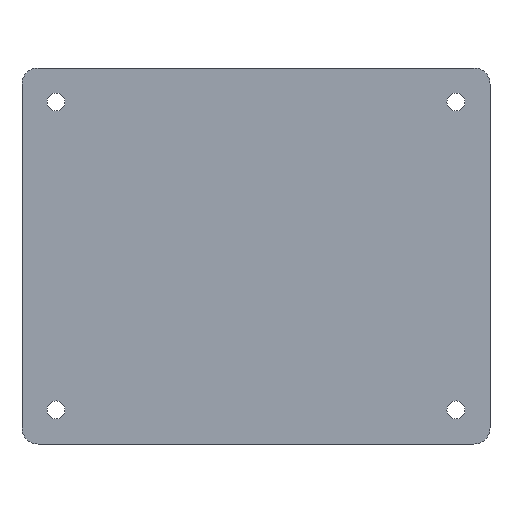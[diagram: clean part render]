
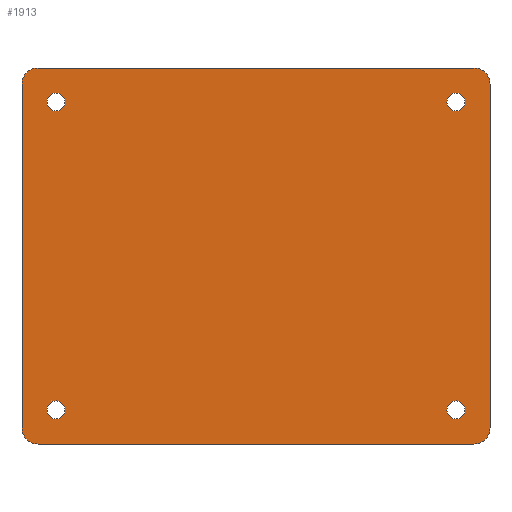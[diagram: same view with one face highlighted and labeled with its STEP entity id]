
A CAD part, front view. The second image highlights one B-rep face of the part: STEP entity #1913.
In plain terms, the highlighted planar face has unit normal (0, -1, 0).
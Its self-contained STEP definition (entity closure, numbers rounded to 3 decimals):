
#26 = CARTESIAN_POINT ( 'NONE',  ( 58.5, -3., 43. ) ) ;
#36 = VERTEX_POINT ( 'NONE', #2372 ) ;
#73 = EDGE_CURVE ( 'NONE', #2349, #674, #1312, .T. ) ;
#78 = FACE_OUTER_BOUND ( 'NONE', #1053, .T. ) ;
#119 = VECTOR ( 'NONE', #2271, 1000. ) ;
#140 = EDGE_LOOP ( 'NONE', ( #2613, #2256 ) ) ;
#141 = DIRECTION ( 'NONE',  ( 0., 0., 1. ) ) ;
#147 = AXIS2_PLACEMENT_3D ( 'NONE', #563, #1920, #2121 ) ;
#152 = AXIS2_PLACEMENT_3D ( 'NONE', #1967, #1975, #1738 ) ;
#173 = CARTESIAN_POINT ( 'NONE',  ( -58.5, -3., -43. ) ) ;
#197 = AXIS2_PLACEMENT_3D ( 'NONE', #2818, #1429, #1651 ) ;
#204 = EDGE_LOOP ( 'NONE', ( #2331, #1161 ) ) ;
#225 = VERTEX_POINT ( 'NONE', #498 ) ;
#240 = DIRECTION ( 'NONE',  ( 0., 1., 0. ) ) ;
#255 = VERTEX_POINT ( 'NONE', #513 ) ;
#266 = CARTESIAN_POINT ( 'NONE',  ( -50., -3., 36.25 ) ) ;
#292 = AXIS2_PLACEMENT_3D ( 'NONE', #1633, #2390, #326 ) ;
#293 = ORIENTED_EDGE ( 'NONE', *, *, #1981, .T. ) ;
#296 = ORIENTED_EDGE ( 'NONE', *, *, #515, .F. ) ;
#310 = CARTESIAN_POINT ( 'NONE',  ( -50., -3., -38.5 ) ) ;
#320 = VERTEX_POINT ( 'NONE', #2185 ) ;
#326 = DIRECTION ( 'NONE',  ( 0., 0., 1. ) ) ;
#348 = EDGE_CURVE ( 'NONE', #2543, #2600, #1956, .T. ) ;
#362 = CARTESIAN_POINT ( 'NONE',  ( -54.5, -3., 43. ) ) ;
#376 = AXIS2_PLACEMENT_3D ( 'NONE', #362, #2361, #141 ) ;
#385 = FACE_BOUND ( 'NONE', #2607, .T. ) ;
#455 = DIRECTION ( 'NONE',  ( 0., 0., 1. ) ) ;
#498 = CARTESIAN_POINT ( 'NONE',  ( -58.5, -3., 43. ) ) ;
#513 = CARTESIAN_POINT ( 'NONE',  ( -54.5, -3., 47. ) ) ;
#515 = EDGE_CURVE ( 'NONE', #1661, #843, #2448, .T. ) ;
#525 = ORIENTED_EDGE ( 'NONE', *, *, #348, .F. ) ;
#526 = CIRCLE ( 'NONE', #2133, 2.25 ) ;
#527 = CIRCLE ( 'NONE', #197, 2.25 ) ;
#563 = CARTESIAN_POINT ( 'NONE',  ( 50., -3., -38.5 ) ) ;
#572 = CARTESIAN_POINT ( 'NONE',  ( 54.5, -3., 43. ) ) ;
#573 = DIRECTION ( 'NONE',  ( 0., 0., 1. ) ) ;
#575 = ORIENTED_EDGE ( 'NONE', *, *, #2150, .T. ) ;
#619 = VERTEX_POINT ( 'NONE', #1171 ) ;
#660 = DIRECTION ( 'NONE',  ( 0., -1., 0. ) ) ;
#674 = VERTEX_POINT ( 'NONE', #173 ) ;
#678 = CARTESIAN_POINT ( 'NONE',  ( 50., -3., 38.5 ) ) ;
#721 = LINE ( 'NONE', #2521, #119 ) ;
#761 = EDGE_CURVE ( 'NONE', #2543, #989, #2727, .T. ) ;
#815 = EDGE_LOOP ( 'NONE', ( #1140, #296 ) ) ;
#843 = VERTEX_POINT ( 'NONE', #877 ) ;
#877 = CARTESIAN_POINT ( 'NONE',  ( 50., -3., -40.75 ) ) ;
#895 = DIRECTION ( 'NONE',  ( 0., 0., 1. ) ) ;
#964 = DIRECTION ( 'NONE',  ( 0., 1., 0. ) ) ;
#965 = LINE ( 'NONE', #1397, #1727 ) ;
#968 = CIRCLE ( 'NONE', #1708, 2.25 ) ;
#979 = CARTESIAN_POINT ( 'NONE',  ( 50., -3., 38.5 ) ) ;
#981 = CARTESIAN_POINT ( 'NONE',  ( -50., -3., -40.75 ) ) ;
#989 = VERTEX_POINT ( 'NONE', #26 ) ;
#998 = CIRCLE ( 'NONE', #2178, 2.25 ) ;
#1010 = AXIS2_PLACEMENT_3D ( 'NONE', #310, #1433, #573 ) ;
#1018 = ORIENTED_EDGE ( 'NONE', *, *, #2300, .T. ) ;
#1053 = EDGE_LOOP ( 'NONE', ( #1465, #525, #1997, #2731, #575, #1018, #1072, #2457 ) ) ;
#1054 = EDGE_CURVE ( 'NONE', #36, #619, #968, .T. ) ;
#1058 = ORIENTED_EDGE ( 'NONE', *, *, #1054, .T. ) ;
#1063 = CARTESIAN_POINT ( 'NONE',  ( 58.5, -3., 0. ) ) ;
#1072 = ORIENTED_EDGE ( 'NONE', *, *, #1555, .F. ) ;
#1076 = AXIS2_PLACEMENT_3D ( 'NONE', #2502, #2517, #2292 ) ;
#1079 = CARTESIAN_POINT ( 'NONE',  ( 0., -3., 0. ) ) ;
#1091 = EDGE_CURVE ( 'NONE', #2600, #2349, #1914, .T. ) ;
#1124 = EDGE_CURVE ( 'NONE', #2688, #1608, #998, .T. ) ;
#1140 = ORIENTED_EDGE ( 'NONE', *, *, #1778, .F. ) ;
#1161 = ORIENTED_EDGE ( 'NONE', *, *, #2555, .F. ) ;
#1169 = CIRCLE ( 'NONE', #147, 2.25 ) ;
#1171 = CARTESIAN_POINT ( 'NONE',  ( 50., -3., 36.25 ) ) ;
#1219 = CARTESIAN_POINT ( 'NONE',  ( -50., -3., -36.25 ) ) ;
#1244 = CIRCLE ( 'NONE', #1516, 4. ) ;
#1264 = CARTESIAN_POINT ( 'NONE',  ( -54.5, -3., -47. ) ) ;
#1299 = CARTESIAN_POINT ( 'NONE',  ( -50., -3., 40.75 ) ) ;
#1308 = FACE_BOUND ( 'NONE', #815, .T. ) ;
#1312 = CIRCLE ( 'NONE', #152, 4. ) ;
#1386 = DIRECTION ( 'NONE',  ( 0., 0., 1. ) ) ;
#1397 = CARTESIAN_POINT ( 'NONE',  ( -58.5, -3., 0. ) ) ;
#1429 = DIRECTION ( 'NONE',  ( 0., 1., 0. ) ) ;
#1433 = DIRECTION ( 'NONE',  ( 0., 1., 0. ) ) ;
#1441 = CIRCLE ( 'NONE', #1597, 2.25 ) ;
#1465 = ORIENTED_EDGE ( 'NONE', *, *, #1091, .F. ) ;
#1516 = AXIS2_PLACEMENT_3D ( 'NONE', #572, #2801, #1896 ) ;
#1540 = PLANE ( 'NONE',  #1550 ) ;
#1550 = AXIS2_PLACEMENT_3D ( 'NONE', #1079, #240, #455 ) ;
#1555 = EDGE_CURVE ( 'NONE', #674, #225, #965, .T. ) ;
#1560 = VERTEX_POINT ( 'NONE', #981 ) ;
#1597 = AXIS2_PLACEMENT_3D ( 'NONE', #2006, #660, #1766 ) ;
#1608 = VERTEX_POINT ( 'NONE', #1299 ) ;
#1633 = CARTESIAN_POINT ( 'NONE',  ( 54.5, -3., -43. ) ) ;
#1635 = DIRECTION ( 'NONE',  ( 0., -1., 0. ) ) ;
#1646 = EDGE_CURVE ( 'NONE', #989, #320, #1244, .T. ) ;
#1651 = DIRECTION ( 'NONE',  ( 0., 0., 1. ) ) ;
#1661 = VERTEX_POINT ( 'NONE', #2782 ) ;
#1708 = AXIS2_PLACEMENT_3D ( 'NONE', #979, #964, #1861 ) ;
#1717 = CARTESIAN_POINT ( 'NONE',  ( 58.5, -3., -43. ) ) ;
#1727 = VECTOR ( 'NONE', #2308, 1000. ) ;
#1738 = DIRECTION ( 'NONE',  ( 0., 0., 1. ) ) ;
#1743 = VERTEX_POINT ( 'NONE', #1219 ) ;
#1762 = EDGE_CURVE ( 'NONE', #1560, #1743, #527, .T. ) ;
#1766 = DIRECTION ( 'NONE',  ( 0., 0., 1. ) ) ;
#1778 = EDGE_CURVE ( 'NONE', #843, #1661, #1169, .T. ) ;
#1831 = CARTESIAN_POINT ( 'NONE',  ( -50., -3., 38.5 ) ) ;
#1838 = VECTOR ( 'NONE', #1990, 1000. ) ;
#1861 = DIRECTION ( 'NONE',  ( 0., 0., 1. ) ) ;
#1896 = DIRECTION ( 'NONE',  ( 0., 0., 1. ) ) ;
#1908 = CIRCLE ( 'NONE', #376, 4. ) ;
#1913 = ADVANCED_FACE ( 'NONE', ( #1308, #1983, #78, #385, #2295 ), #1540, .F. ) ;
#1914 = LINE ( 'NONE', #2770, #2020 ) ;
#1920 = DIRECTION ( 'NONE',  ( 0., -1., 0. ) ) ;
#1956 = CIRCLE ( 'NONE', #292, 4. ) ;
#1967 = CARTESIAN_POINT ( 'NONE',  ( -54.5, -3., -43. ) ) ;
#1975 = DIRECTION ( 'NONE',  ( 0., 1., 0. ) ) ;
#1981 = EDGE_CURVE ( 'NONE', #619, #36, #526, .T. ) ;
#1983 = FACE_BOUND ( 'NONE', #140, .T. ) ;
#1990 = DIRECTION ( 'NONE',  ( 0., 0., 1. ) ) ;
#1997 = ORIENTED_EDGE ( 'NONE', *, *, #761, .T. ) ;
#2006 = CARTESIAN_POINT ( 'NONE',  ( -50., -3., 38.5 ) ) ;
#2020 = VECTOR ( 'NONE', #2088, 1000. ) ;
#2021 = CARTESIAN_POINT ( 'NONE',  ( 54.5, -3., -47. ) ) ;
#2088 = DIRECTION ( 'NONE',  ( -1., 0., 0. ) ) ;
#2121 = DIRECTION ( 'NONE',  ( 0., 0., 1. ) ) ;
#2133 = AXIS2_PLACEMENT_3D ( 'NONE', #678, #2240, #895 ) ;
#2150 = EDGE_CURVE ( 'NONE', #320, #255, #721, .T. ) ;
#2178 = AXIS2_PLACEMENT_3D ( 'NONE', #1831, #1635, #1386 ) ;
#2185 = CARTESIAN_POINT ( 'NONE',  ( 54.5, -3., 47. ) ) ;
#2240 = DIRECTION ( 'NONE',  ( 0., 1., 0. ) ) ;
#2256 = ORIENTED_EDGE ( 'NONE', *, *, #2858, .T. ) ;
#2271 = DIRECTION ( 'NONE',  ( -1., 0., 0. ) ) ;
#2292 = DIRECTION ( 'NONE',  ( 0., 0., 1. ) ) ;
#2295 = FACE_BOUND ( 'NONE', #204, .T. ) ;
#2300 = EDGE_CURVE ( 'NONE', #255, #225, #1908, .T. ) ;
#2308 = DIRECTION ( 'NONE',  ( 0., 0., 1. ) ) ;
#2331 = ORIENTED_EDGE ( 'NONE', *, *, #1124, .F. ) ;
#2349 = VERTEX_POINT ( 'NONE', #1264 ) ;
#2361 = DIRECTION ( 'NONE',  ( 0., -1., 0. ) ) ;
#2372 = CARTESIAN_POINT ( 'NONE',  ( 50., -3., 40.75 ) ) ;
#2390 = DIRECTION ( 'NONE',  ( 0., 1., 0. ) ) ;
#2448 = CIRCLE ( 'NONE', #1076, 2.25 ) ;
#2457 = ORIENTED_EDGE ( 'NONE', *, *, #73, .F. ) ;
#2502 = CARTESIAN_POINT ( 'NONE',  ( 50., -3., -38.5 ) ) ;
#2517 = DIRECTION ( 'NONE',  ( 0., -1., 0. ) ) ;
#2521 = CARTESIAN_POINT ( 'NONE',  ( 0., -3., 47. ) ) ;
#2543 = VERTEX_POINT ( 'NONE', #1717 ) ;
#2555 = EDGE_CURVE ( 'NONE', #1608, #2688, #1441, .T. ) ;
#2600 = VERTEX_POINT ( 'NONE', #2021 ) ;
#2607 = EDGE_LOOP ( 'NONE', ( #293, #1058 ) ) ;
#2613 = ORIENTED_EDGE ( 'NONE', *, *, #1762, .T. ) ;
#2688 = VERTEX_POINT ( 'NONE', #266 ) ;
#2727 = LINE ( 'NONE', #1063, #1838 ) ;
#2731 = ORIENTED_EDGE ( 'NONE', *, *, #1646, .T. ) ;
#2770 = CARTESIAN_POINT ( 'NONE',  ( 0., -3., -47. ) ) ;
#2782 = CARTESIAN_POINT ( 'NONE',  ( 50., -3., -36.25 ) ) ;
#2801 = DIRECTION ( 'NONE',  ( 0., -1., 0. ) ) ;
#2818 = CARTESIAN_POINT ( 'NONE',  ( -50., -3., -38.5 ) ) ;
#2819 = CIRCLE ( 'NONE', #1010, 2.25 ) ;
#2858 = EDGE_CURVE ( 'NONE', #1743, #1560, #2819, .T. ) ;
